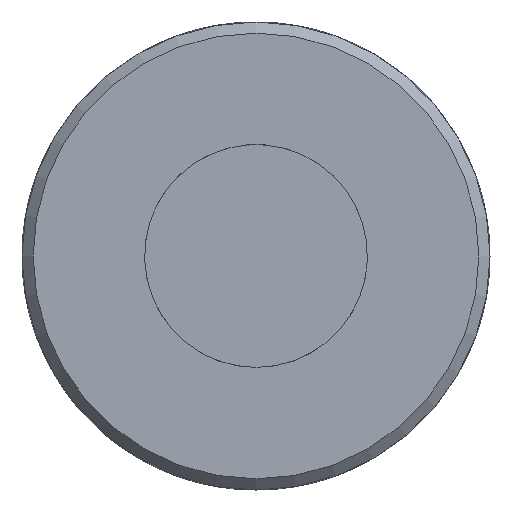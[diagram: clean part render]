
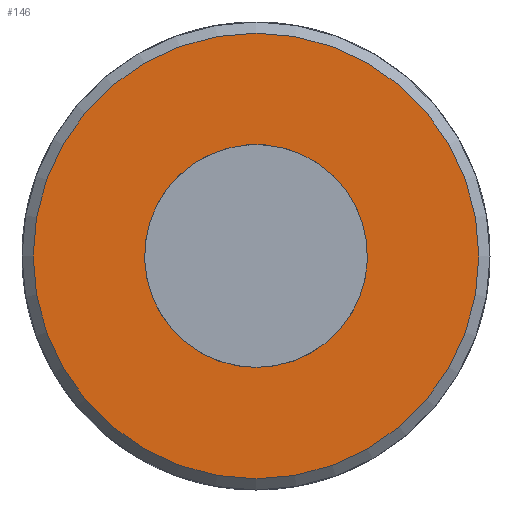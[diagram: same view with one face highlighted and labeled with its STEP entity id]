
A CAD part, left-side view. The second image highlights one B-rep face of the part: STEP entity #146.
In plain terms, the highlighted planar face has unit normal (-1, 0, 0).
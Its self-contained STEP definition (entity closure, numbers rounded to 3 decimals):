
#146 = ADVANCED_FACE( '', ( #288, #289 ), #290, .F. );
#288 = FACE_OUTER_BOUND( '', #434, .T. );
#289 = FACE_BOUND( '', #435, .T. );
#290 = PLANE( '', #436 );
#434 = EDGE_LOOP( '', ( #629 ) );
#435 = EDGE_LOOP( '', ( #630 ) );
#436 = AXIS2_PLACEMENT_3D( '', #631, #632, #633 );
#629 = ORIENTED_EDGE( '', *, *, #809, .F. );
#630 = ORIENTED_EDGE( '', *, *, #820, .T. );
#631 = CARTESIAN_POINT( '', ( 0., 0., 0. ) );
#632 = DIRECTION( '', ( 1., 0., 0. ) );
#633 = DIRECTION( '', ( 0., 0., -1. ) );
#809 = EDGE_CURVE( '', #931, #931, #932, .T. );
#820 = EDGE_CURVE( '', #947, #947, #948, .T. );
#931 = VERTEX_POINT( '', #1354 );
#932 = CIRCLE( '', #1355, 20. );
#947 = VERTEX_POINT( '', #1376 );
#948 = CIRCLE( '', #1377, 10. );
#1354 = CARTESIAN_POINT( '', ( 0., 0., -20. ) );
#1355 = AXIS2_PLACEMENT_3D( '', #1666, #1667, #1668 );
#1376 = CARTESIAN_POINT( '', ( 0., 0., -10. ) );
#1377 = AXIS2_PLACEMENT_3D( '', #1675, #1676, #1677 );
#1666 = CARTESIAN_POINT( '', ( 0., 0., 0. ) );
#1667 = DIRECTION( '', ( 1., 0., 0. ) );
#1668 = DIRECTION( '', ( 0., 0., -1. ) );
#1675 = CARTESIAN_POINT( '', ( 0., 0., 0. ) );
#1676 = DIRECTION( '', ( 1., 0., 0. ) );
#1677 = DIRECTION( '', ( 0., 0., -1. ) );
